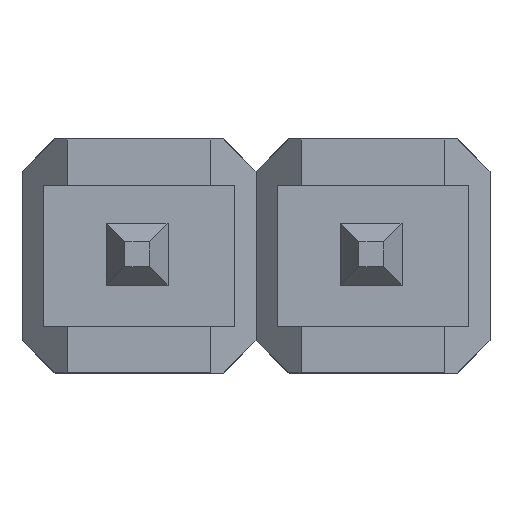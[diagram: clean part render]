
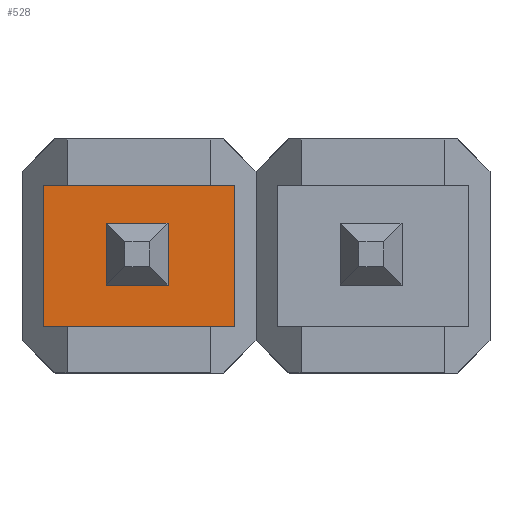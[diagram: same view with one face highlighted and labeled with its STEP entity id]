
A CAD part, front view. The second image highlights one B-rep face of the part: STEP entity #528.
In plain terms, the highlighted planar face has unit normal (0, -1, 0).
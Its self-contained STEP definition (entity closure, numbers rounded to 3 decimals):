
#481=AXIS2_PLACEMENT_3D('Plane Axis2P3D',#478,#479,#480) ;
#98=CARTESIAN_POINT('Vertex',(2.776,-1.146,0.77)) ;
#147=CARTESIAN_POINT('Vertex',(2.776,-1.146,-0.77)) ;
#150=CARTESIAN_POINT('Line Origine',(2.776,-1.146,0.)) ;
#188=CARTESIAN_POINT('Line Origine',(3.81,-1.146,0.77)) ;
#192=CARTESIAN_POINT('Vertex',(4.844,-1.146,0.77)) ;
#452=CARTESIAN_POINT('Line Origine',(3.81,-1.146,-0.77)) ;
#456=CARTESIAN_POINT('Vertex',(4.844,-1.146,-0.77)) ;
#478=CARTESIAN_POINT('Axis2P3D Location',(0.,-1.146,0.)) ;
#483=CARTESIAN_POINT('Line Origine',(4.844,-1.146,0.)) ;
#494=CARTESIAN_POINT('Line Origine',(4.125,-1.146,0.)) ;
#498=CARTESIAN_POINT('Vertex',(4.125,-1.146,0.315)) ;
#500=CARTESIAN_POINT('Vertex',(4.125,-1.146,-0.315)) ;
#503=CARTESIAN_POINT('Line Origine',(3.81,-1.146,-0.315)) ;
#507=CARTESIAN_POINT('Vertex',(3.495,-1.146,-0.315)) ;
#510=CARTESIAN_POINT('Line Origine',(3.495,-1.146,0.)) ;
#514=CARTESIAN_POINT('Vertex',(3.495,-1.146,0.315)) ;
#517=CARTESIAN_POINT('Line Origine',(3.81,-1.146,0.315)) ;
#151=DIRECTION('Vector Direction',(0.,0.,1.)) ;
#189=DIRECTION('Vector Direction',(1.,0.,0.)) ;
#453=DIRECTION('Vector Direction',(-1.,0.,0.)) ;
#479=DIRECTION('Axis2P3D Direction',(-0.,1.,0.)) ;
#480=DIRECTION('Axis2P3D XDirection',(0.,-0.,1.)) ;
#484=DIRECTION('Vector Direction',(0.,0.,-1.)) ;
#495=DIRECTION('Vector Direction',(0.,0.,-1.)) ;
#504=DIRECTION('Vector Direction',(-1.,0.,0.)) ;
#511=DIRECTION('Vector Direction',(0.,0.,1.)) ;
#518=DIRECTION('Vector Direction',(-1.,0.,0.)) ;
#152=VECTOR('Line Direction',#151,1.) ;
#190=VECTOR('Line Direction',#189,1.) ;
#454=VECTOR('Line Direction',#453,1.) ;
#485=VECTOR('Line Direction',#484,1.) ;
#496=VECTOR('Line Direction',#495,1.) ;
#505=VECTOR('Line Direction',#504,1.) ;
#512=VECTOR('Line Direction',#511,1.) ;
#519=VECTOR('Line Direction',#518,1.) ;
#489=ORIENTED_EDGE('',*,*,#194,.F.) ;
#490=ORIENTED_EDGE('',*,*,#154,.F.) ;
#491=ORIENTED_EDGE('',*,*,#458,.F.) ;
#492=ORIENTED_EDGE('',*,*,#487,.F.) ;
#523=ORIENTED_EDGE('',*,*,#502,.T.) ;
#524=ORIENTED_EDGE('',*,*,#509,.T.) ;
#525=ORIENTED_EDGE('',*,*,#516,.T.) ;
#526=ORIENTED_EDGE('',*,*,#521,.F.) ;
#527=FACE_BOUND('',#522,.T.) ;
#528=ADVANCED_FACE('Imported1',(#493,#527),#482,.F.) ;
#154=EDGE_CURVE('',#148,#99,#153,.T.) ;
#194=EDGE_CURVE('',#99,#193,#191,.T.) ;
#458=EDGE_CURVE('',#457,#148,#455,.T.) ;
#487=EDGE_CURVE('',#193,#457,#486,.T.) ;
#502=EDGE_CURVE('',#499,#501,#497,.T.) ;
#509=EDGE_CURVE('',#501,#508,#506,.T.) ;
#516=EDGE_CURVE('',#508,#515,#513,.T.) ;
#521=EDGE_CURVE('',#499,#515,#520,.T.) ;
#488=EDGE_LOOP('',(#489,#490,#491,#492)) ;
#522=EDGE_LOOP('',(#523,#524,#525,#526)) ;
#493=FACE_OUTER_BOUND('',#488,.T.) ;
#153=LINE('Line',#150,#152) ;
#191=LINE('Line',#188,#190) ;
#455=LINE('Line',#452,#454) ;
#486=LINE('Line',#483,#485) ;
#497=LINE('Line',#494,#496) ;
#506=LINE('Line',#503,#505) ;
#513=LINE('Line',#510,#512) ;
#520=LINE('Line',#517,#519) ;
#482=PLANE('',#481) ;
#99=VERTEX_POINT('',#98) ;
#148=VERTEX_POINT('',#147) ;
#193=VERTEX_POINT('',#192) ;
#457=VERTEX_POINT('',#456) ;
#499=VERTEX_POINT('',#498) ;
#501=VERTEX_POINT('',#500) ;
#508=VERTEX_POINT('',#507) ;
#515=VERTEX_POINT('',#514) ;
